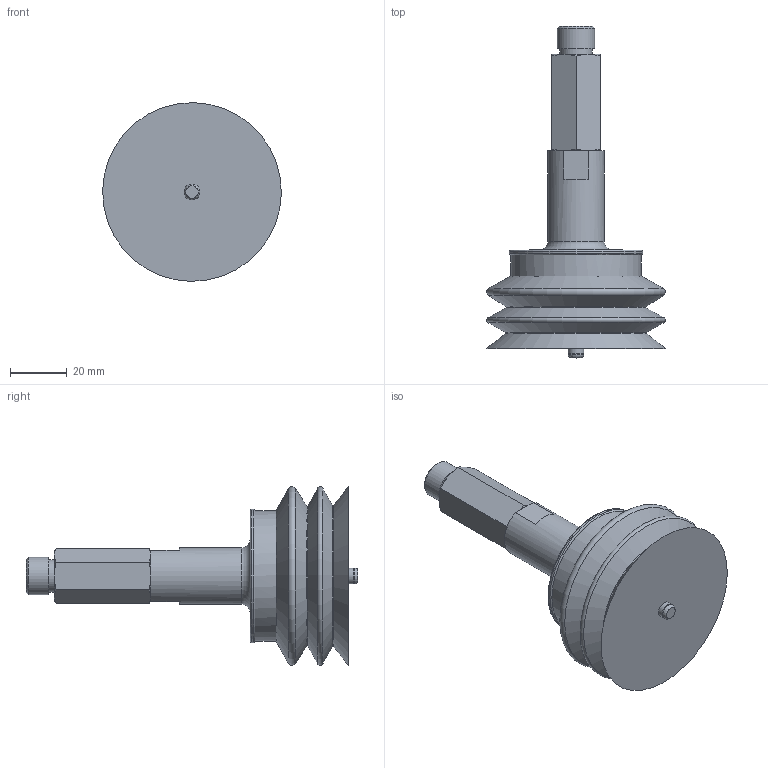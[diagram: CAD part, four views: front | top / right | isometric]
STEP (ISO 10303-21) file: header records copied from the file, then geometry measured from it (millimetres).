
FILE_DESCRIPTION(/* description */ (''),/* implementation_level */ '2;1');
FILE_NAME(/* name */ 'vf63cn_racval9.stp',/* time_stamp */ '2020-09-25T11:44:42+02:00',/* author */ ('enginyeria'),/* organization */ (''),/* preprocessor_version */ 'ST-DEVELOPER v17.2',/* originating_system */ 'Autodesk Inventor 2019',/* authorisation */ '');
FILE_SCHEMA (('CONFIG_CONTROL_DESIGN'));
Length unit declared in the file: millimetre
Products named in the file (1): vf63cn_racval9
Bounding box: 62.99 x 117.05 x 62.99 mm (x, y, z)
Volume: 94736.8 mm3; surface area: 21620.7 mm2
Topology: 1 solids, 2 shells, 57 faces, 155 edges, 108 vertices
Faces by surface type: cone 20, plane 20, cylinder 9, torus 7, bspline 1
Full cylindrical faces by diameter (mm): 5.577 x2, 9 x1, 11.445 x1, 13.157 x1, 20 x1, 36 x1, 46 x1, 47 x1
Entity records: 1992 total; most frequent: CARTESIAN_POINT 395, DIRECTION 345, ORIENTED_EDGE 310, AXIS2_PLACEMENT_3D 157, EDGE_CURVE 155, VERTEX_POINT 108, CIRCLE 100, EDGE_LOOP 65
